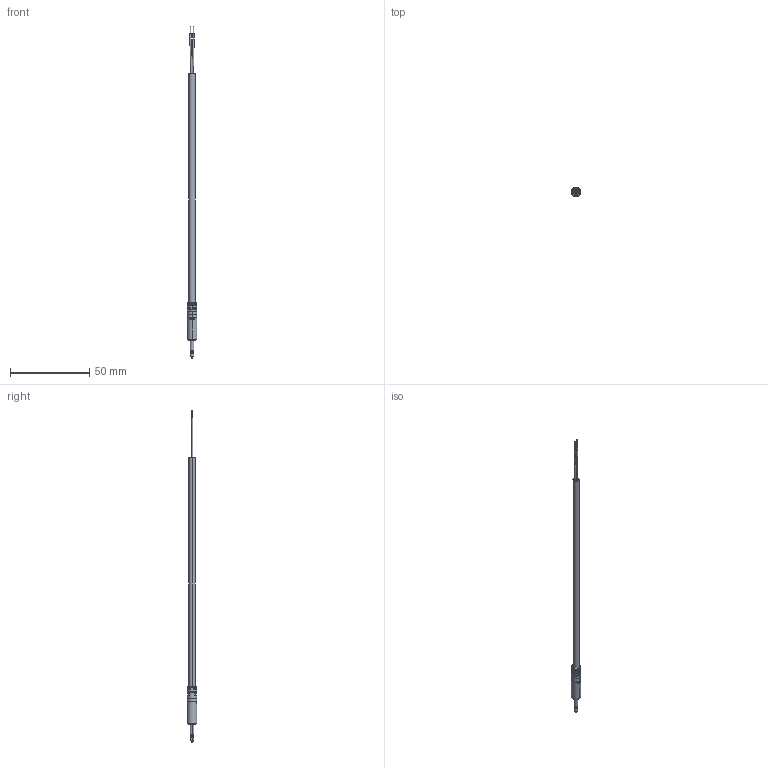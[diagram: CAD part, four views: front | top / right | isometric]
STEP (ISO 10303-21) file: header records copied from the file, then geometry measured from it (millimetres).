
FILE_DESCRIPTION (( 'STEP AP203' ), '1' );
FILE_NAME ('10-00334_revA4.STEP', '2016-10-28T21:11:04', ( '' ), ( '' ), 'SwSTEP 2.0', 'SolidWorks 2015', '' );
FILE_SCHEMA (( 'CONFIG_CONTROL_DESIGN' ));
Length unit declared in the file: millimetre
Products named in the file (4): 50-00404; 10-00334_revA4; 30-00178_s+t blunt shield; 24-00028
Assembly tree (3 placements, depth 2):
  10-00334_revA4
    30-00178_s+t blunt shield
    24-00028
    50-00404
Bounding box: 6.1 x 6.1 x 209.4 mm (x, y, z)
Volume: 2434.6 mm3; surface area: 14924.8 mm2
Topology: 87 solids, 87 shells, 632 faces, 1337 edges, 892 vertices
Faces by surface type: cylinder 347, plane 233, bspline 36, cone 10, torus 6
Entity records: 19244 total; most frequent: CARTESIAN_POINT 4662, DIRECTION 3168, ORIENTED_EDGE 2674, AXIS2_PLACEMENT_3D 1366, EDGE_CURVE 1337, VERTEX_POINT 892, EDGE_LOOP 781, CIRCLE 764
